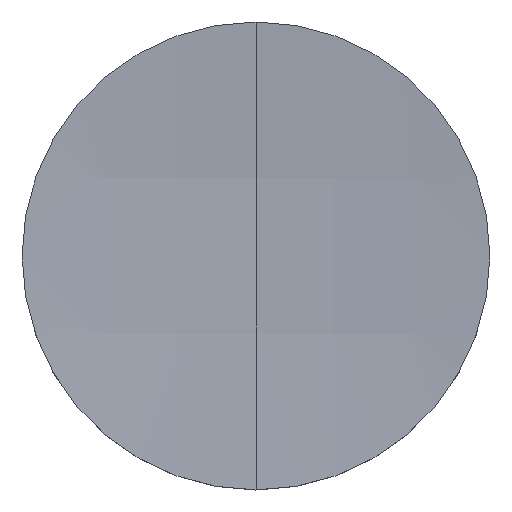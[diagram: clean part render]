
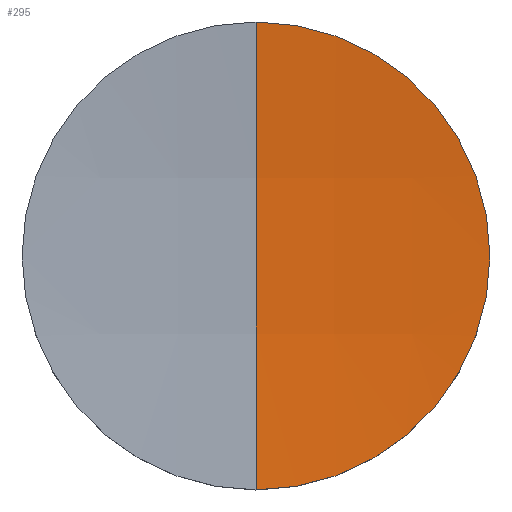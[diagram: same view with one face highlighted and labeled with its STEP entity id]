
A CAD part, top view. The second image highlights one B-rep face of the part: STEP entity #295.
In plain terms, the highlighted free-form (B-spline) face has degree [3, 3] with [4, 4] control points.
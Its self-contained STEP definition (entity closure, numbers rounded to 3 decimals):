
#1 = EDGE_LOOP ( 'NONE', ( #235, #46, #101 ) ) ;
#9 = CARTESIAN_POINT ( 'NONE',  ( 0., 0., 159.1 ) ) ;
#15 = CARTESIAN_POINT ( 'NONE',  ( 0., 0., 3.517 ) ) ;
#22 = VERTEX_POINT ( 'NONE', #192 ) ;
#24 = CARTESIAN_POINT ( 'NONE',  ( 8.535, 4.294, 2.998 ) ) ;
#25 = CARTESIAN_POINT ( 'NONE',  ( 8.497, -12.852, 3.704 ) ) ;
#27 = AXIS2_PLACEMENT_3D ( 'NONE', #9, #263, #124 ) ;
#42 = CARTESIAN_POINT ( 'NONE',  ( 4.269, 4.294, 2.823 ) ) ;
#44 = EDGE_CURVE ( 'NONE', #22, #273, #69, .T. ) ;
#45 = CARTESIAN_POINT ( 'NONE',  ( 8.535, -4.294, 2.998 ) ) ;
#46 = ORIENTED_EDGE ( 'NONE', *, *, #130, .T. ) ;
#56 = DIRECTION ( 'NONE',  ( 0., 0., -1. ) ) ;
#64 = DIRECTION ( 'NONE',  ( 1., 0., 0. ) ) ;
#67 = CARTESIAN_POINT ( 'NONE',  ( 4.25, -12.852, 3.53 ) ) ;
#69 = CIRCLE ( 'NONE', #142, 12.7 ) ;
#71 = CARTESIAN_POINT ( 'NONE',  ( 12.7, 0., 3.517 ) ) ;
#95 = CARTESIAN_POINT ( 'NONE',  ( 0., -4.294, 2.823 ) ) ;
#96 = CARTESIAN_POINT ( 'NONE',  ( 0., 12.852, 3.53 ) ) ;
#99 = FACE_OUTER_BOUND ( 'NONE', #1, .T. ) ;
#101 = ORIENTED_EDGE ( 'NONE', *, *, #169, .F. ) ;
#107 = CIRCLE ( 'NONE', #165, 12.7 ) ;
#124 = DIRECTION ( 'NONE',  ( 0., 1., 0. ) ) ;
#130 = EDGE_CURVE ( 'NONE', #22, #200, #147, .T. ) ;
#142 = AXIS2_PLACEMENT_3D ( 'NONE', #278, #56, #255 ) ;
#147 = CIRCLE ( 'NONE', #27, 156.1 ) ;
#159 = CARTESIAN_POINT ( 'NONE',  ( 12.733, 12.852, 4.052 ) ) ;
#165 = AXIS2_PLACEMENT_3D ( 'NONE', #15, #177, #64 ) ;
#169 = EDGE_CURVE ( 'NONE', #273, #200, #107, .T. ) ;
#177 = DIRECTION ( 'NONE',  ( 0., 0., -1. ) ) ;
#184 = CARTESIAN_POINT ( 'NONE',  ( 0., 4.294, 2.823 ) ) ;
#192 = CARTESIAN_POINT ( 'NONE',  ( 0., 12.7, 3.517 ) ) ;
#200 = VERTEX_POINT ( 'NONE', #268 ) ;
#203 = CARTESIAN_POINT ( 'NONE',  ( 12.791, -4.294, 3.347 ) ) ;
#225 = CARTESIAN_POINT ( 'NONE',  ( 12.791, 4.294, 3.347 ) ) ;
#226 = CARTESIAN_POINT ( 'NONE',  ( 4.25, 12.852, 3.53 ) ) ;
#229 = CARTESIAN_POINT ( 'NONE',  ( 4.269, -4.294, 2.823 ) ) ;
#235 = ORIENTED_EDGE ( 'NONE', *, *, #44, .F. ) ;
#249 = CARTESIAN_POINT ( 'NONE',  ( 0., -12.852, 3.53 ) ) ;
#255 = DIRECTION ( 'NONE',  ( 1., 0., 0. ) ) ;
#263 = DIRECTION ( 'NONE',  ( -1., 0., 0. ) ) ;
#268 = CARTESIAN_POINT ( 'NONE',  ( 0., -12.7, 3.517 ) ) ;
#273 = VERTEX_POINT ( 'NONE', #71 ) ;
#278 = CARTESIAN_POINT ( 'NONE',  ( 0., 0., 3.517 ) ) ;
#291 = CARTESIAN_POINT ( 'NONE',  ( 8.497, 12.852, 3.704 ) ) ;
#293 = CARTESIAN_POINT ( 'NONE',  ( 12.733, -12.852, 4.052 ) ) ;
#294 =( BOUNDED_SURFACE ( )  B_SPLINE_SURFACE ( 3, 3, ( 
 ( #159, #291, #226, #96 ),
 ( #225, #24, #42, #184 ),
 ( #203, #45, #229, #95 ),
 ( #293, #25, #67, #249 ) ),
 .UNSPECIFIED., .F., .F., .T. ) 
 B_SPLINE_SURFACE_WITH_KNOTS ( ( 4, 4 ),
 ( 4, 4 ),
 ( 0., 1. ),
 ( 0., 1. ),
 .UNSPECIFIED. ) 
 GEOMETRIC_REPRESENTATION_ITEM ( )  RATIONAL_B_SPLINE_SURFACE ( (
 ( 1., 0.999, 0.999, 1.),
 ( 0.998, 0.997, 0.997, 0.998),
 ( 0.998, 0.997, 0.997, 0.998),
 ( 1., 0.999, 0.999, 1.) ) ) 
 REPRESENTATION_ITEM ( '' )  SURFACE ( )  );
#295 = ADVANCED_FACE ( 'NONE', ( #99 ), #294, .F. ) ;
